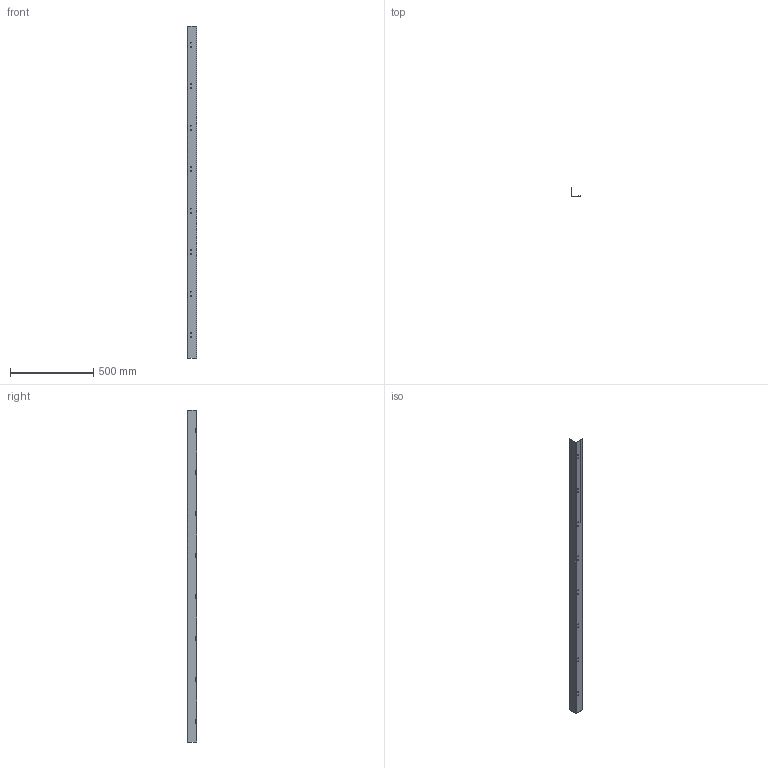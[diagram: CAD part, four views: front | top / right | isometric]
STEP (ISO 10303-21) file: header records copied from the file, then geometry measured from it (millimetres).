
FILE_DESCRIPTION (( 'STEP AP203' ), '1' );
FILE_NAME ('21-02-1565.STEP', '2013-05-27T06:11:56', ( 'asennus' ), ( '' ), 'SwSTEP 2.0', 'SolidWorks 2013', '' );
FILE_SCHEMA (( 'CONFIG_CONTROL_DESIGN' ));
Length unit declared in the file: millimetre
Products named in the file (1): 21-02-1565
Bounding box: 54.94 x 54.94 x 2000 mm (x, y, z)
Volume: 263431.2 mm3; surface area: 531891.9 mm2
Topology: 1 solids, 1 shells, 118 faces, 340 edges, 208 vertices
Faces by surface type: cylinder 62, plane 40, bspline 16
Entity records: 4837 total; most frequent: CARTESIAN_POINT 1667, ORIENTED_EDGE 680, DIRECTION 606, EDGE_CURVE 340, AXIS2_PLACEMENT_3D 227, VERTEX_POINT 208, LINE 152, VECTOR 152
